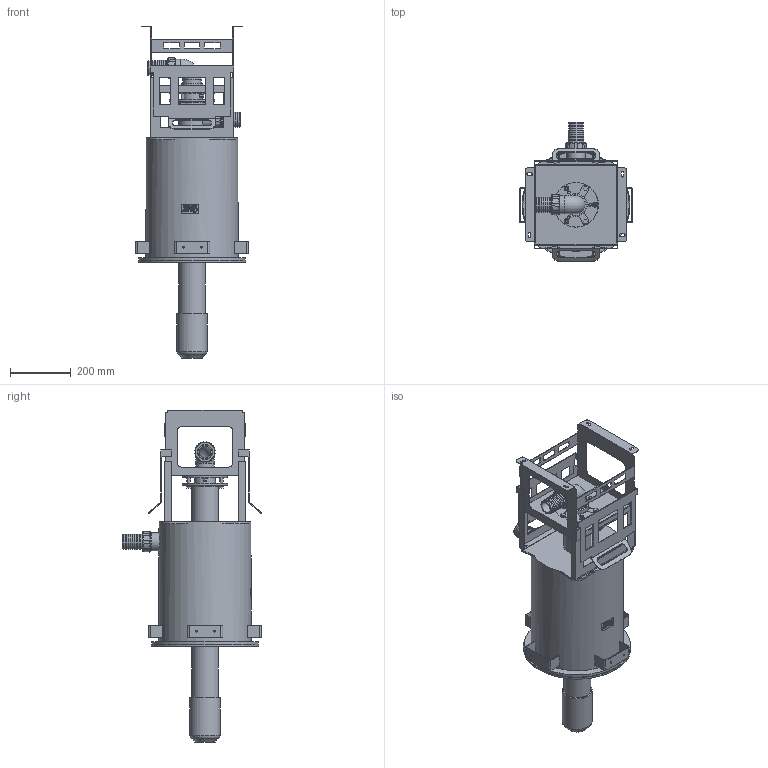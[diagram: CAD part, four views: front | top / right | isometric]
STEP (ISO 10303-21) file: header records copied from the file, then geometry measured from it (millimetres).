
FILE_DESCRIPTION(/* description */ ('','CAx-IF Rec.Pracs.---Representation and Presentation of Product Manufacturing Information (PMI)---4.0---2014-10-13'),/* implementation_level */ '2;1');
FILE_NAME(/* name */ '76354 Crown nozzle.stp',/* time_stamp */ '2019-12-03T09:18:12+01:00',/* author */ ('guzb562'),/* organization */ (''),/* preprocessor_version */ 'ST-DEVELOPER v17.2',/* originating_system */ 'Autodesk Inventor 2019',/* authorisation */ '');
FILE_SCHEMA (('AP242_MANAGED_MODEL_BASED_3D_ENGINEERING_MIM_LF { 1 0 10303 442 1 1 4 }'));
Products named in the file (3): 76354_bg_variojet_crownnozzle; 76354 Crown nozzle; Unterteil_für CrownNozzleipt
Assembly tree (2 placements, depth 2):
  76354_bg_variojet_crownnozzle
    76354 Crown nozzle
    Unterteil_für CrownNozzleipt
Bounding box: 371.92 x 457.47 x 1091.85 mm (x, y, z)
Volume: 34599458.8 mm3; surface area: 1662387.1 mm2
Topology: 2 solids, 5 shells, 1096 faces, 3942 edges, 3885 vertices
Faces by surface type: plane 595, cylinder 273, bspline 114, cone 96, torus 18
Full cylindrical faces by diameter (mm): 6 x8, 7.73 x3, 7.955 x3, 7.988 x6, 8 x24, 8.013 x3, 9 x10, 10 x3, 14.816 x3, 16 x6, 16.017 x3, 39.142 x3, 41.744 x1, 46.085 x1, 50.509 x2, 50.54 x1, 55.41 x1, 59.315 x3, 59.591 x1, 60.234 x1, 69.101 x3, 74.29 x1, 88.733 x2, 99.021 x1, 114.188 x1, 147 x1, 150 x1, 303 x1, 350 x1, 355 x1
Entity records: 48800 total; most frequent: CARTESIAN_POINT 16969, DIRECTION 6044, ORIENTED_EDGE 5930, EDGE_CURVE 2965, AXIS2_PLACEMENT_3D 2250, VERTEX_POINT 2004, LINE 1544, VECTOR 1544
